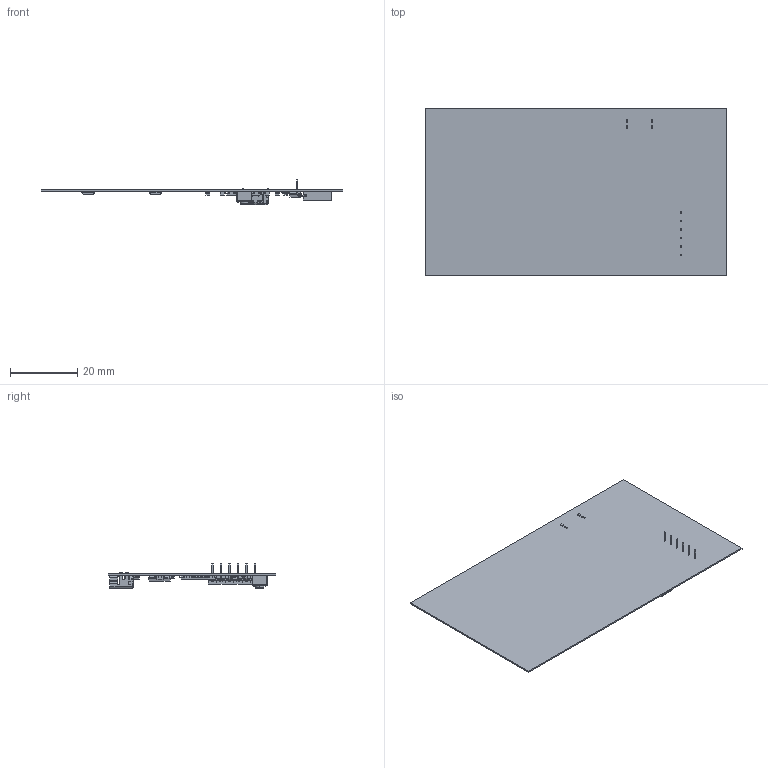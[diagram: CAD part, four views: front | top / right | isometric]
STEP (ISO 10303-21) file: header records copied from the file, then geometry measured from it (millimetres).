
FILE_DESCRIPTION(('Open CASCADE Model'),'2;1');
FILE_NAME('Open CASCADE Shape Model','2021-08-22T17:47:06',('Author'),( 'Open CASCADE'),'Open CASCADE STEP processor 6.8','Open CASCADE 6.8' ,'Unknown');
FILE_SCHEMA(('AUTOMOTIVE_DESIGN { 1 0 10303 214 1 1 1 1 }'));
Length unit declared in the file: millimetre
Products named in the file (40): PCB; Board; Open CASCADE STEP translator 6.8 1.1.1; VR1; SOT223_AMS1117-50_ADS; U1; ATMEGA32U4-AUR--3DModel-STEP-56544; S5; Tact_Switch_SMD_4.5x4.5mm; Open CASCADE STEP translator 6.8 1.4.1.1; Open CASCADE STEP translator 6.8 1.4.1.2; R2; R0805; R1; J3; H254_90deg_6pin; H254_90deg_3pin; FrameAndPin_H254_90deg; frame_H254; pin-90deg; J2; USB; GX60SC-MB-5S8-167900.ASM; GX60SC-MB-5S8-167550.PRT; D5; SOD123_DIO; D4; D3; D2; D1; SOT-23-3_1P4X3P040_ONS; C8; C0805; C7; C6; C5; C4; C3; C2; C1
Assembly tree (53 placements, depth 6):
  PCB
    Board
      Open CASCADE STEP translator 6.8 1.1.1
    VR1
      SOT223_AMS1117-50_ADS
    U1
      ATMEGA32U4-AUR--3DModel-STEP-56544
    S5
      Tact_Switch_SMD_4.5x4.5mm
        Open CASCADE STEP translator 6.8 1.4.1.1
        Open CASCADE STEP translator 6.8 1.4.1.2
    R2
      R0805
    R1
      R0805
    J3
      H254_90deg_6pin
        H254_90deg_3pin  x2
          FrameAndPin_H254_90deg
            frame_H254
            pin-90deg
    J2
      USB
        GX60SC-MB-5S8-167900.ASM
          GX60SC-MB-5S8-167550.PRT
    D5
      SOD123_DIO
    D4
      SOD123_DIO
    D3
      SOD123_DIO
    D2
      SOD123_DIO
    D1
      SOT-23-3_1P4X3P040_ONS
    C8
      C0805
    C7
      C0805
    C6
      C0805
    C5
      C0805
    C4
      C0805
    C3
      C0805
    C2
      C0805
    C1
      C0805
Bounding box: 90 x 50 x 7.49 mm (x, y, z)
Volume: 2377.7 mm3; surface area: 11222.4 mm2
Topology: 101 solids, 107 shells, 2282 faces, 5898 edges, 3760 vertices
Faces by surface type: plane 1569, cylinder 603, sphere 64, bspline 38, cone 8
Full cylindrical faces by diameter (mm): 0.142 x4, 0.152 x1, 0.185 x1
Entity records: 50123 total; most frequent: CARTESIAN_POINT 9567, ORIENTED_EDGE 7934, DIRECTION 7488, EDGE_CURVE 3972, LINE 2890, VECTOR 2890, VERTEX_POINT 2604, AXIS2_PLACEMENT_3D 2299
